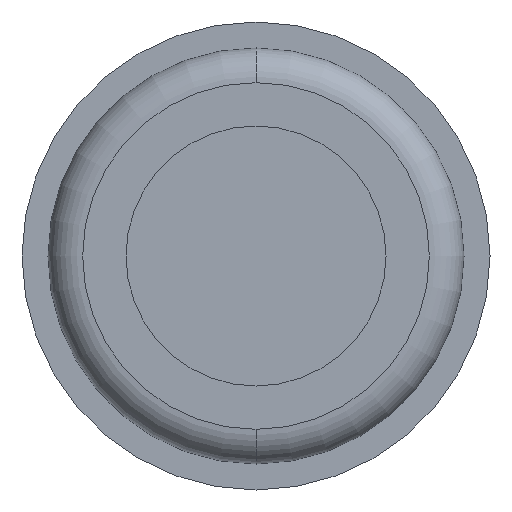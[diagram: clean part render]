
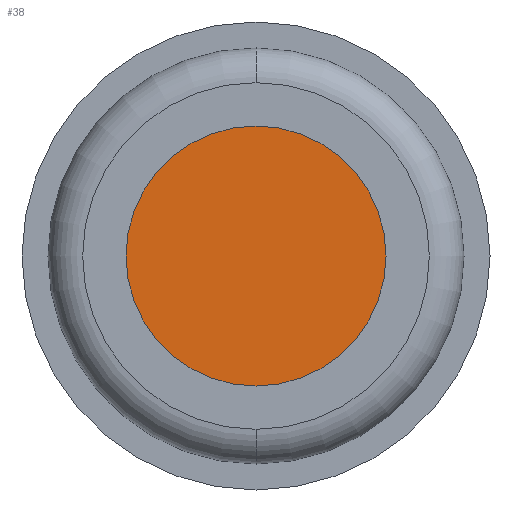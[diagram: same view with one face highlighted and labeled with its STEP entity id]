
A CAD part, front view. The second image highlights one B-rep face of the part: STEP entity #38.
In plain terms, the highlighted planar face has unit normal (0, -1, 0).
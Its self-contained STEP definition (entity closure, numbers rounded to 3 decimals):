
#2 = EDGE_CURVE ( 'NONE', #402, #403, #162, .T. ) ;
#38 = ADVANCED_FACE ( 'NONE', ( #491 ), #642, .F. ) ;
#116 = EDGE_CURVE ( 'NONE', #403, #402, #713, .T. ) ;
#162 = CIRCLE ( 'NONE', #167, 7.5 ) ;
#167 = AXIS2_PLACEMENT_3D ( 'NONE', #253, #252, #251 ) ;
#186 = CARTESIAN_POINT ( 'NONE',  ( 0., 7.6, -7.5 ) ) ;
#187 = CARTESIAN_POINT ( 'NONE',  ( 0., 7.6, 7.5 ) ) ;
#251 = DIRECTION ( 'NONE',  ( 0., 0., 1. ) ) ;
#252 = DIRECTION ( 'NONE',  ( 0., 1., 0. ) ) ;
#253 = CARTESIAN_POINT ( 'NONE',  ( 0., 7.6, 0. ) ) ;
#291 = ORIENTED_EDGE ( 'NONE', *, *, #2, .F. ) ;
#299 = ORIENTED_EDGE ( 'NONE', *, *, #116, .F. ) ;
#402 = VERTEX_POINT ( 'NONE', #187 ) ;
#403 = VERTEX_POINT ( 'NONE', #186 ) ;
#440 = EDGE_LOOP ( 'NONE', ( #291, #299 ) ) ;
#491 = FACE_OUTER_BOUND ( 'NONE', #440, .T. ) ;
#621 = DIRECTION ( 'NONE',  ( 0., 1., 0. ) ) ;
#642 = PLANE ( 'NONE',  #752 ) ;
#652 = CARTESIAN_POINT ( 'NONE',  ( 7.5, 7.6, 0. ) ) ;
#657 = DIRECTION ( 'NONE',  ( 0., 0., 1. ) ) ;
#676 = CARTESIAN_POINT ( 'NONE',  ( 0., 7.6, 0. ) ) ;
#684 = DIRECTION ( 'NONE',  ( 0., 0., 1. ) ) ;
#688 = DIRECTION ( 'NONE',  ( 0., 1., 0. ) ) ;
#713 = CIRCLE ( 'NONE', #735, 7.5 ) ;
#735 = AXIS2_PLACEMENT_3D ( 'NONE', #676, #688, #684 ) ;
#752 = AXIS2_PLACEMENT_3D ( 'NONE', #652, #621, #657 ) ;
